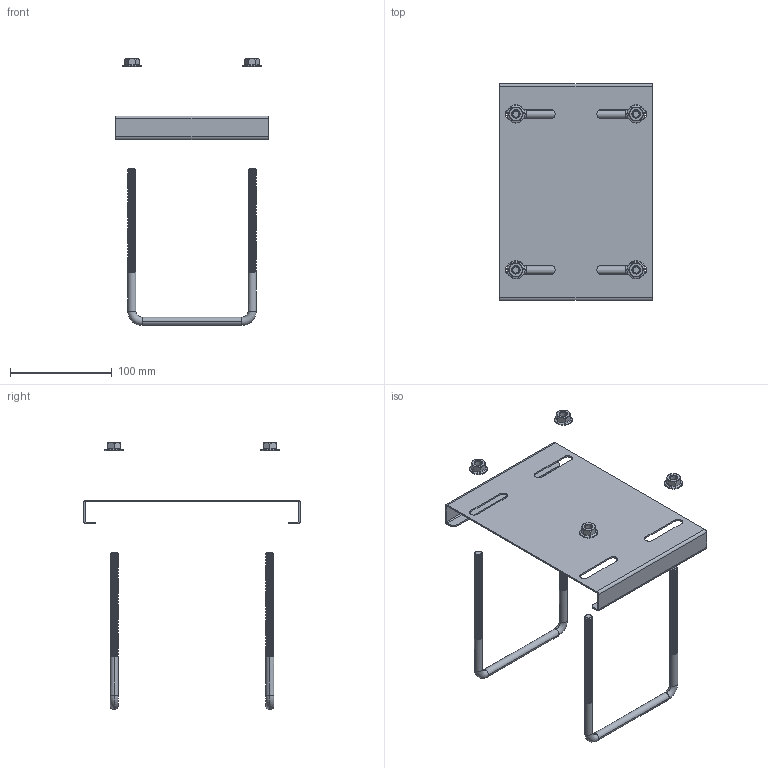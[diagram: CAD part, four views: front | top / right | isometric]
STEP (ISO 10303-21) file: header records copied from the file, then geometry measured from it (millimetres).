
FILE_DESCRIPTION (( 'STEP AP203' ), '1' );
FILE_NAME ('Ïëàòà íåïåðô.STEP', '2022-10-25T09:04:01', ( '' ), ( '' ), 'SwSTEP 2.0', 'SolidWorks 2022', '' );
FILE_SCHEMA (( 'CONFIG_CONTROL_DESIGN' ));
Length unit declared in the file: millimetre
Products named in the file (4): 45_5_Хомут П-обр._Болт-скоба П-образный 170х110 М8; Гайка с буртиком DIN 6923_М8; КИВА 189.10.01 Панель монтажная_без перф; Плата неперф
Assembly tree (7 placements, depth 2):
  Плата неперф
    КИВА 189.10.01 Панель монтажная_без перф
    45_5_Хомут П-обр._Болт-скоба П-образный 170х110 М8  x2
    Гайка с буртиком DIN 6923_М8  x4
Bounding box: 150 x 213 x 262.09 mm (x, y, z)
Volume: 99705.3 mm3; surface area: 109217 mm2
Topology: 7 solids, 7 shells, 770 faces, 2140 edges, 1384 vertices
Faces by surface type: cylinder 580, plane 82, cone 56, bspline 36, torus 16
Entity records: 27302 total; most frequent: CARTESIAN_POINT 18524, ORIENTED_EDGE 2156, DIRECTION 1360, EDGE_CURVE 1078, VERTEX_POINT 698, AXIS2_PLACEMENT_3D 480, LINE 400, VECTOR 400
